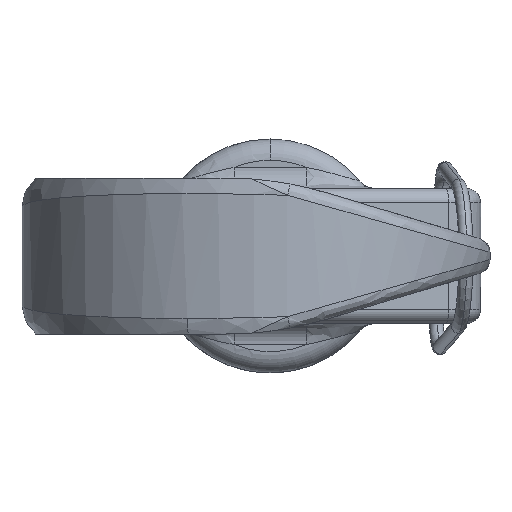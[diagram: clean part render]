
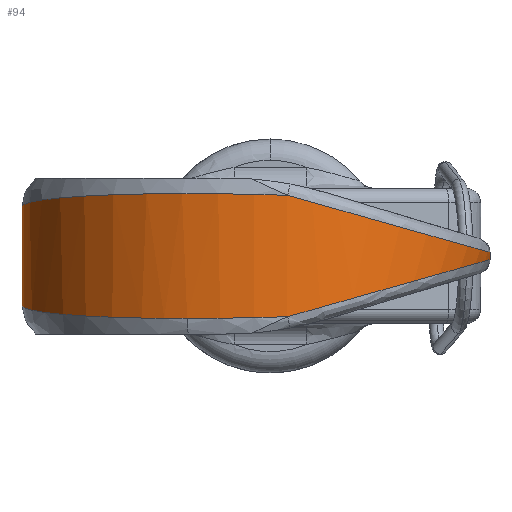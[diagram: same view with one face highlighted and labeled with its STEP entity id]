
A CAD part, front view. The second image highlights one B-rep face of the part: STEP entity #94.
In plain terms, the highlighted cylindrical face has radius 16.5 mm (diameter 33 mm), a partial arc.
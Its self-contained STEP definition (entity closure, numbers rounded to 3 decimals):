
#74 =( BOUNDED_CURVE ( )  B_SPLINE_CURVE ( 3, ( #3915, #4485, #1773, #5573 ),
 .UNSPECIFIED., .F., .F. ) 
 B_SPLINE_CURVE_WITH_KNOTS ( ( 4, 4 ),
 ( 5.011, 6.283 ),
 .UNSPECIFIED. ) 
 CURVE ( )  GEOMETRIC_REPRESENTATION_ITEM ( )  RATIONAL_B_SPLINE_CURVE ( ( 1., 0.87, 0.87, 1. ) ) 
 REPRESENTATION_ITEM ( '' )  );
#94 = ADVANCED_FACE ( 'NONE', ( #5421 ), #3201, .T. ) ;
#107 = CARTESIAN_POINT ( 'NONE',  ( -1., -40.5, 5.5 ) ) ;
#116 = CARTESIAN_POINT ( 'NONE',  ( 15.5, -40.5, 0.256 ) ) ;
#303 = ORIENTED_EDGE ( 'NONE', *, *, #6022, .T. ) ;
#310 = DIRECTION ( 'NONE',  ( 0., 0., -1. ) ) ;
#337 = CARTESIAN_POINT ( 'NONE',  ( 1.221, -56.85, -4.28 ) ) ;
#496 = DIRECTION ( 'NONE',  ( -1., 0., 0. ) ) ;
#559 = VERTEX_POINT ( 'NONE', #3818 ) ;
#609 = ORIENTED_EDGE ( 'NONE', *, *, #795, .T. ) ;
#650 =( BOUNDED_CURVE ( )  B_SPLINE_CURVE ( 3, ( #6392, #1679, #2777, #1779 ),
 .UNSPECIFIED., .F., .F. ) 
 B_SPLINE_CURVE_WITH_KNOTS ( ( 4, 4 ),
 ( 2.708, 4.414 ),
 .UNSPECIFIED. ) 
 CURVE ( )  GEOMETRIC_REPRESENTATION_ITEM ( )  RATIONAL_B_SPLINE_CURVE ( ( 1., 0.772, 0.772, 1. ) ) 
 REPRESENTATION_ITEM ( '' )  );
#795 = EDGE_CURVE ( 'NONE', #6703, #4248, #2391, .T. ) ;
#1254 = VECTOR ( 'NONE', #310, 1000. ) ;
#1315 = ORIENTED_EDGE ( 'NONE', *, *, #2754, .T. ) ;
#1366 = LINE ( 'NONE', #5721, #1254 ) ;
#1368 = ORIENTED_EDGE ( 'NONE', *, *, #3194, .T. ) ;
#1382 = EDGE_CURVE ( 'NONE', #559, #5663, #650, .T. ) ;
#1679 = CARTESIAN_POINT ( 'NONE',  ( -9.415, -58.295, 4.639 ) ) ;
#1690 = EDGE_LOOP ( 'NONE', ( #1730, #1879, #4728, #1368, #1315, #303, #609 ) ) ;
#1730 = ORIENTED_EDGE ( 'NONE', *, *, #4109, .F. ) ;
#1743 = CARTESIAN_POINT ( 'NONE',  ( 15.5, -40.5, -0.256 ) ) ;
#1773 = CARTESIAN_POINT ( 'NONE',  ( -13.035, -54.061, -4.402 ) ) ;
#1779 = CARTESIAN_POINT ( 'NONE',  ( -17.5, -40.5, 3.475 ) ) ;
#1835 = DIRECTION ( 'NONE',  ( 0., 0., -1. ) ) ;
#1879 = ORIENTED_EDGE ( 'NONE', *, *, #4118, .T. ) ;
#1901 = CARTESIAN_POINT ( 'NONE',  ( -5.852, -56.271, -4.402 ) ) ;
#2003 = CARTESIAN_POINT ( 'NONE',  ( 1.221, -56.85, -4.28 ) ) ;
#2261 =( BOUNDED_CURVE ( )  B_SPLINE_CURVE ( 3, ( #6250, #2559, #5200, #5270 ),
 .UNSPECIFIED., .F., .T. ) 
 B_SPLINE_CURVE_WITH_KNOTS ( ( 4, 4 ),
 ( 0., 1.436 ),
 .UNSPECIFIED. ) 
 CURVE ( )  GEOMETRIC_REPRESENTATION_ITEM ( )  RATIONAL_B_SPLINE_CURVE ( ( 1., 0.835, 0.835, 1. ) ) 
 REPRESENTATION_ITEM ( '' )  );
#2305 = CARTESIAN_POINT ( 'NONE',  ( -17.5, -40.5, -3.475 ) ) ;
#2328 = CARTESIAN_POINT ( 'NONE',  ( -17.5, -40.5, 5.5 ) ) ;
#2391 =( BOUNDED_CURVE ( )  B_SPLINE_CURVE ( 3, ( #5125, #4699, #5159, #6846 ),
 .UNSPECIFIED., .F., .F. ) 
 B_SPLINE_CURVE_WITH_KNOTS ( ( 4, 4 ),
 ( 1.706, 3.142 ),
 .UNSPECIFIED. ) 
 CURVE ( )  GEOMETRIC_REPRESENTATION_ITEM ( )  RATIONAL_B_SPLINE_CURVE ( ( 1., 0.835, 0.835, 1. ) ) 
 REPRESENTATION_ITEM ( '' )  );
#2414 = AXIS2_PLACEMENT_3D ( 'NONE', #107, #2745, #496 ) ;
#2559 = CARTESIAN_POINT ( 'NONE',  ( 15.5, -49.161, 0.256 ) ) ;
#2745 = DIRECTION ( 'NONE',  ( 0., 0., -1. ) ) ;
#2754 = EDGE_CURVE ( 'NONE', #4236, #6051, #74, .T. ) ;
#2777 = CARTESIAN_POINT ( 'NONE',  ( -17.5, -51.234, 4.291 ) ) ;
#3094 = VERTEX_POINT ( 'NONE', #116 ) ;
#3164 = CARTESIAN_POINT ( 'NONE',  ( -5.852, -56.271, -4.402 ) ) ;
#3194 = EDGE_CURVE ( 'NONE', #5663, #4236, #3906, .T. ) ;
#3201 = CYLINDRICAL_SURFACE ( 'NONE', #2414, 16.5 ) ;
#3497 = VECTOR ( 'NONE', #1835, 1000. ) ;
#3660 =( BOUNDED_CURVE ( )  B_SPLINE_CURVE ( 3, ( #1901, #5700, #4609, #2003 ),
 .UNSPECIFIED., .F., .T. ) 
 B_SPLINE_CURVE_WITH_KNOTS ( ( 4, 4 ),
 ( 0., 0.433 ),
 .UNSPECIFIED. ) 
 CURVE ( )  GEOMETRIC_REPRESENTATION_ITEM ( )  RATIONAL_B_SPLINE_CURVE ( ( 1., 0.984, 0.984, 1. ) ) 
 REPRESENTATION_ITEM ( '' )  );
#3818 = CARTESIAN_POINT ( 'NONE',  ( 1.221, -56.85, 4.28 ) ) ;
#3906 = LINE ( 'NONE', #2328, #3497 ) ;
#3915 = CARTESIAN_POINT ( 'NONE',  ( -17.5, -40.5, -3.475 ) ) ;
#4109 = EDGE_CURVE ( 'NONE', #3094, #4248, #1366, .T. ) ;
#4118 = EDGE_CURVE ( 'NONE', #3094, #559, #2261, .T. ) ;
#4236 = VERTEX_POINT ( 'NONE', #2305 ) ;
#4248 = VERTEX_POINT ( 'NONE', #1743 ) ;
#4485 = CARTESIAN_POINT ( 'NONE',  ( -17.5, -48.015, -4.046 ) ) ;
#4609 = CARTESIAN_POINT ( 'NONE',  ( -1.16, -57.173, -4.36 ) ) ;
#4699 = CARTESIAN_POINT ( 'NONE',  ( 9.803, -55.684, -1.862 ) ) ;
#4728 = ORIENTED_EDGE ( 'NONE', *, *, #1382, .T. ) ;
#5125 = CARTESIAN_POINT ( 'NONE',  ( 1.221, -56.85, -4.28 ) ) ;
#5159 = CARTESIAN_POINT ( 'NONE',  ( 15.5, -49.161, -0.256 ) ) ;
#5200 = CARTESIAN_POINT ( 'NONE',  ( 9.803, -55.684, 1.862 ) ) ;
#5270 = CARTESIAN_POINT ( 'NONE',  ( 1.221, -56.85, 4.28 ) ) ;
#5421 = FACE_OUTER_BOUND ( 'NONE', #1690, .T. ) ;
#5573 = CARTESIAN_POINT ( 'NONE',  ( -5.852, -56.271, -4.402 ) ) ;
#5663 = VERTEX_POINT ( 'NONE', #6347 ) ;
#5700 = CARTESIAN_POINT ( 'NONE',  ( -3.555, -56.977, -4.402 ) ) ;
#5721 = CARTESIAN_POINT ( 'NONE',  ( 15.5, -40.5, 5.5 ) ) ;
#6022 = EDGE_CURVE ( 'NONE', #6051, #6703, #3660, .T. ) ;
#6051 = VERTEX_POINT ( 'NONE', #3164 ) ;
#6250 = CARTESIAN_POINT ( 'NONE',  ( 15.5, -40.5, 0.256 ) ) ;
#6347 = CARTESIAN_POINT ( 'NONE',  ( -17.5, -40.5, 3.475 ) ) ;
#6392 = CARTESIAN_POINT ( 'NONE',  ( 1.221, -56.85, 4.28 ) ) ;
#6703 = VERTEX_POINT ( 'NONE', #337 ) ;
#6846 = CARTESIAN_POINT ( 'NONE',  ( 15.5, -40.5, -0.256 ) ) ;
